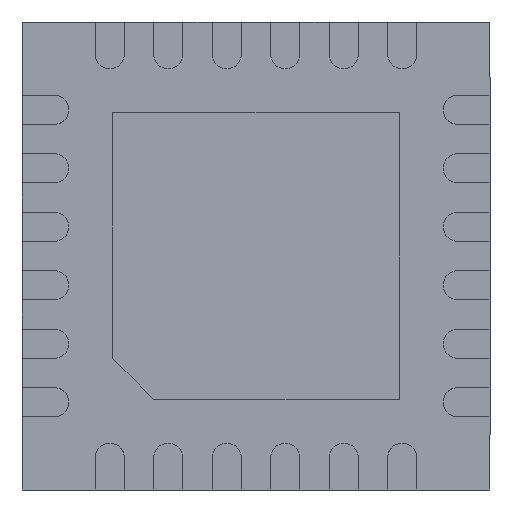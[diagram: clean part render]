
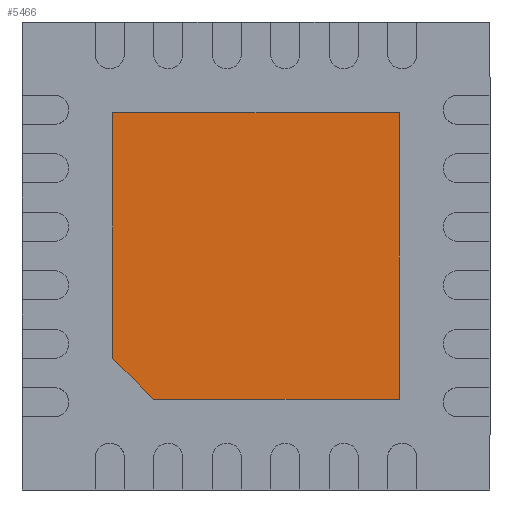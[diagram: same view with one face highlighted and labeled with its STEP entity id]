
A CAD part, front view. The second image highlights one B-rep face of the part: STEP entity #5466.
In plain terms, the highlighted planar face has unit normal (0, -1, 0).
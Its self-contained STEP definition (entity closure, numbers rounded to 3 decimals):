
#111 = ORIENTED_EDGE ( 'NONE', *, *, #2223, .T. ) ;
#119 = DIRECTION ( 'NONE',  ( 0., -1., 0. ) ) ;
#339 = CARTESIAN_POINT ( 'NONE',  ( 1.225, 0., 1.225 ) ) ;
#508 = LINE ( 'NONE', #339, #8069 ) ;
#871 = EDGE_CURVE ( 'NONE', #8846, #1074, #3477, .T. ) ;
#999 = EDGE_CURVE ( 'NONE', #1857, #8846, #1262, .T. ) ;
#1074 = VERTEX_POINT ( 'NONE', #7729 ) ;
#1262 = LINE ( 'NONE', #6274, #2022 ) ;
#1857 = VERTEX_POINT ( 'NONE', #3739 ) ;
#1996 = CARTESIAN_POINT ( 'NONE',  ( 1.225, 0., -1.225 ) ) ;
#2005 = CARTESIAN_POINT ( 'NONE',  ( 1.225, 0., -1.225 ) ) ;
#2022 = VECTOR ( 'NONE', #6976, 1000. ) ;
#2192 = FACE_OUTER_BOUND ( 'NONE', #6646, .T. ) ;
#2223 = EDGE_CURVE ( 'NONE', #1074, #6428, #4718, .T. ) ;
#2396 = EDGE_CURVE ( 'NONE', #6428, #7525, #508, .T. ) ;
#2859 = PLANE ( 'NONE',  #4736 ) ;
#3118 = ORIENTED_EDGE ( 'NONE', *, *, #2396, .T. ) ;
#3251 = CARTESIAN_POINT ( 'NONE',  ( 1.225, 0., 1.225 ) ) ;
#3477 = LINE ( 'NONE', #1996, #3689 ) ;
#3689 = VECTOR ( 'NONE', #4003, 1000. ) ;
#3739 = CARTESIAN_POINT ( 'NONE',  ( -1.225, 0., -0.875 ) ) ;
#3962 = CARTESIAN_POINT ( 'NONE',  ( -1.225, 0., 1.225 ) ) ;
#4003 = DIRECTION ( 'NONE',  ( 1., 0., 0. ) ) ;
#4221 = ORIENTED_EDGE ( 'NONE', *, *, #871, .T. ) ;
#4354 = LINE ( 'NONE', #8553, #4779 ) ;
#4485 = ORIENTED_EDGE ( 'NONE', *, *, #999, .T. ) ;
#4718 = LINE ( 'NONE', #2005, #7417 ) ;
#4736 = AXIS2_PLACEMENT_3D ( 'NONE', #6993, #119, #4997 ) ;
#4779 = VECTOR ( 'NONE', #5736, 1000. ) ;
#4887 = CARTESIAN_POINT ( 'NONE',  ( -0.875, 0., -1.225 ) ) ;
#4997 = DIRECTION ( 'NONE',  ( 0., 0., -1. ) ) ;
#5466 = ADVANCED_FACE ( 'NONE', ( #2192 ), #2859, .T. ) ;
#5736 = DIRECTION ( 'NONE',  ( 0., 0., -1. ) ) ;
#5830 = DIRECTION ( 'NONE',  ( -1., 0., 0. ) ) ;
#6163 = DIRECTION ( 'NONE',  ( 0., 0., 1. ) ) ;
#6274 = CARTESIAN_POINT ( 'NONE',  ( -0.875, 0., -1.225 ) ) ;
#6428 = VERTEX_POINT ( 'NONE', #3251 ) ;
#6646 = EDGE_LOOP ( 'NONE', ( #6878, #4485, #4221, #111, #3118 ) ) ;
#6878 = ORIENTED_EDGE ( 'NONE', *, *, #7269, .T. ) ;
#6976 = DIRECTION ( 'NONE',  ( 0.707, 0., -0.707 ) ) ;
#6993 = CARTESIAN_POINT ( 'NONE',  ( 0., 0., 0. ) ) ;
#7269 = EDGE_CURVE ( 'NONE', #7525, #1857, #4354, .T. ) ;
#7417 = VECTOR ( 'NONE', #6163, 1000. ) ;
#7525 = VERTEX_POINT ( 'NONE', #3962 ) ;
#7729 = CARTESIAN_POINT ( 'NONE',  ( 1.225, 0., -1.225 ) ) ;
#8069 = VECTOR ( 'NONE', #5830, 1000. ) ;
#8553 = CARTESIAN_POINT ( 'NONE',  ( -1.225, 0., -0.875 ) ) ;
#8846 = VERTEX_POINT ( 'NONE', #4887 ) ;
